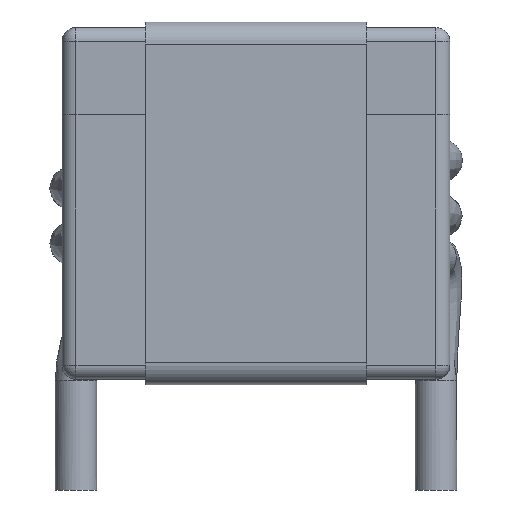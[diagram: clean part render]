
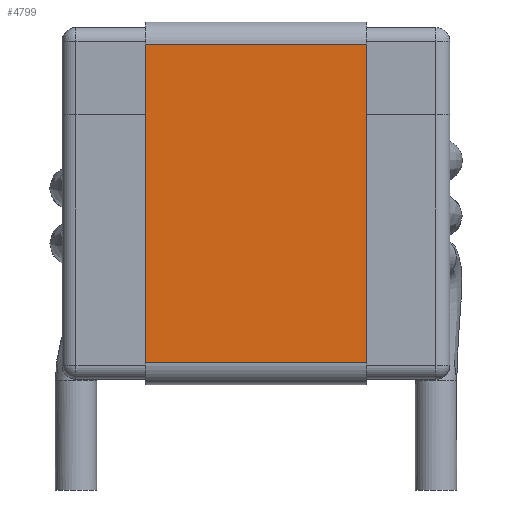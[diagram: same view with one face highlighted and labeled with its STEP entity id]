
A CAD part, front view. The second image highlights one B-rep face of the part: STEP entity #4799.
In plain terms, the highlighted face is planar.
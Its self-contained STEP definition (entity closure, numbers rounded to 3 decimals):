
#499=LINE('',#7782,#871);
#508=LINE('',#7819,#880);
#526=LINE('',#7864,#898);
#527=LINE('',#7866,#899);
#871=VECTOR('',#5661,1000.);
#880=VECTOR('',#5690,1000.);
#898=VECTOR('',#5742,1000.);
#899=VECTOR('',#5745,1000.);
#1480=ORIENTED_EDGE('',*,*,#2483,.F.);
#1481=ORIENTED_EDGE('',*,*,#2525,.F.);
#1482=ORIENTED_EDGE('',*,*,#2501,.T.);
#1483=ORIENTED_EDGE('',*,*,#2524,.T.);
#2483=EDGE_CURVE('',#3025,#3026,#499,.T.);
#2501=EDGE_CURVE('',#3044,#3043,#508,.T.);
#2524=EDGE_CURVE('',#3043,#3026,#526,.T.);
#2525=EDGE_CURVE('',#3044,#3025,#527,.T.);
#3025=VERTEX_POINT('',#7781);
#3026=VERTEX_POINT('',#7783);
#3043=VERTEX_POINT('',#7818);
#3044=VERTEX_POINT('',#7820);
#3419=EDGE_LOOP('',(#1480,#1481,#1482,#1483));
#3693=FACE_BOUND('',#3419,.T.);
#3940=PLANE('',#5063);
#4799=ADVANCED_FACE('',(#3693),#3940,.T.);
#5063=AXIS2_PLACEMENT_3D('',#7865,#5743,#5744);
#5661=DIRECTION('',(0.,0.,-1.));
#5690=DIRECTION('',(0.,0.,-1.));
#5742=DIRECTION('',(0.,1.,0.));
#5743=DIRECTION('',(1.,0.,0.));
#5744=DIRECTION('',(0.,0.,-1.));
#5745=DIRECTION('',(0.,1.,0.));
#7781=CARTESIAN_POINT('',(10.584,4.,7.325));
#7782=CARTESIAN_POINT('',(10.584,4.,7.325));
#7783=CARTESIAN_POINT('',(10.584,4.,-4.175));
#7818=CARTESIAN_POINT('',(10.584,-4.,-4.175));
#7819=CARTESIAN_POINT('',(10.584,-4.,7.325));
#7820=CARTESIAN_POINT('',(10.584,-4.,7.325));
#7864=CARTESIAN_POINT('',(10.584,-4.,-4.175));
#7865=CARTESIAN_POINT('',(10.584,-4.,7.325));
#7866=CARTESIAN_POINT('',(10.584,-4.,7.325));
